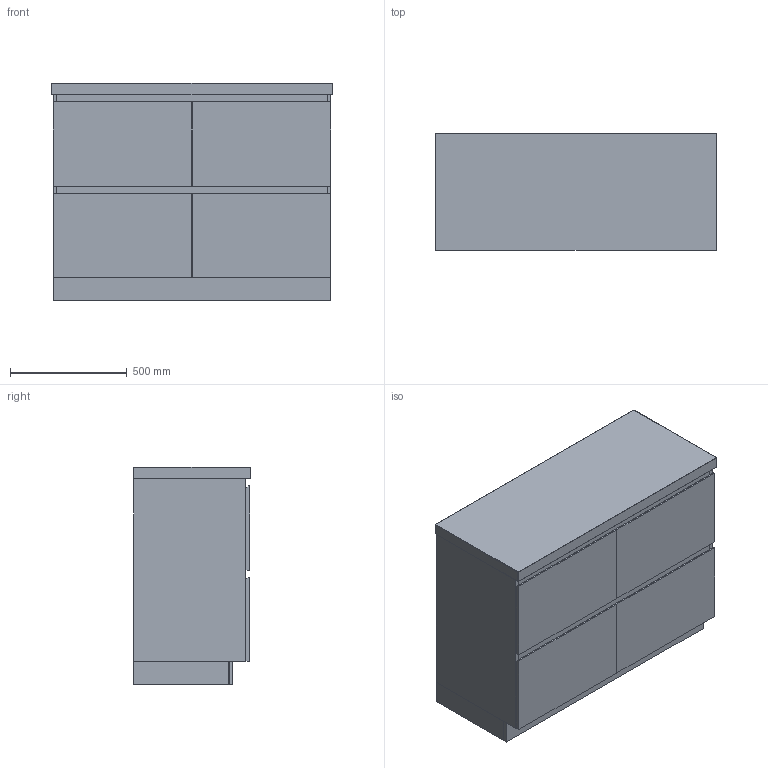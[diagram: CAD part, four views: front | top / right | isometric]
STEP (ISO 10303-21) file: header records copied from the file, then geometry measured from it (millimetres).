
FILE_DESCRIPTION(/* description */ (''),/* implementation_level */ '2;1');
FILE_NAME(/* name */ 'Domaine Twin All-Drawer (Floor Mount) 1200 Double (50MM)',/* time_stamp */ '2025-07-09T14:52:13+10:00',/* author */ (''),/* organization */ (''),/* preprocessor_version */ 'ST-DEVELOPER v16.5',/* originating_system */ '',/* authorisation */ '');
FILE_SCHEMA (('AUTOMOTIVE_DESIGN'));
Length unit declared in the file: millimetre
Products named in the file (6): Document; Domaine Twin All-Drawer (Floor Mount) 1200 Double (50MM); Blank Benchtops ALL12131415; 1200 Benchtop (50mm)23456789; Domaine All-Drawer TWIN (Floor Mount) ALL16; Domaine All Drawer 1200 Double FM11
Assembly tree (5 placements, depth 4):
  Document
    Domaine Twin All-Drawer (Floor Mount) 1200 Double (50MM)
      Blank Benchtops ALL12131415
        1200 Benchtop (50mm)23456789
      Domaine All-Drawer TWIN (Floor Mount) ALL16
        Domaine All Drawer 1200 Double FM11
Bounding box: 1200 x 500 x 930.1 mm (x, y, z)
Volume: 121735266.5 mm3; surface area: 11150409.2 mm2
Topology: 9 solids, 9 shells, 84 faces, 181 edges, 110 vertices
Faces by surface type: plane 67, cylinder 11, bspline 6
Entity records: 2424 total; most frequent: CARTESIAN_POINT 843, ORIENTED_EDGE 350, EDGE_CURVE 175, B_SPLINE_CURVE_WITH_KNOTS 155, VERTEX_POINT 110, DIRECTION 104, AXIS2_PLACEMENT_3D 91, EDGE_LOOP 85
